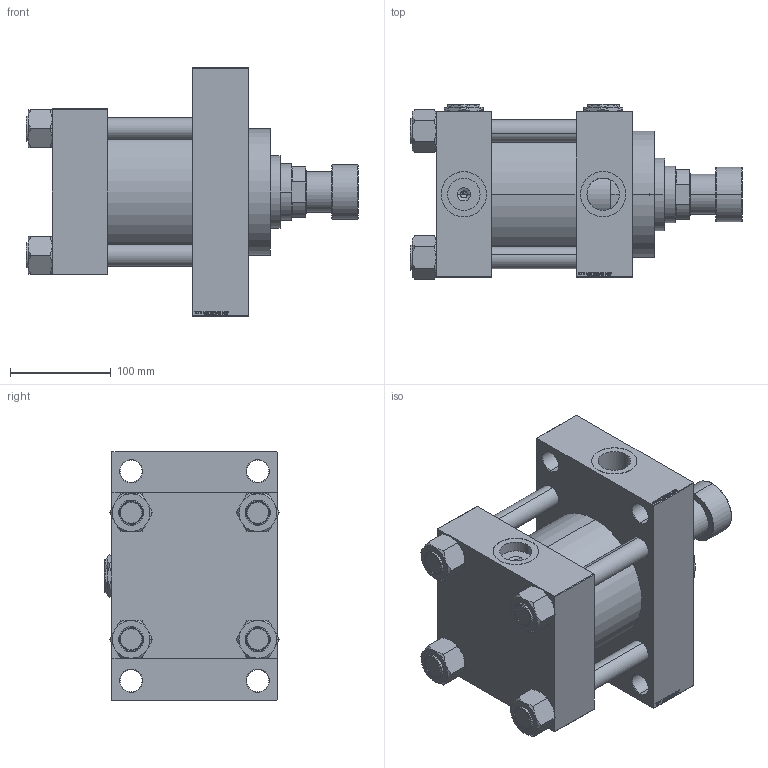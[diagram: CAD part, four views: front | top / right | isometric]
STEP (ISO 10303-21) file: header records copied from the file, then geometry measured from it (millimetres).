
FILE_DESCRIPTION (( 'STEP AP203' ), '1' );
FILE_NAME ('fb02.STEP', '2022-04-16T10:50:33', ( '' ), ( '' ), 'SwSTEP 2.0', 'SolidWorks 2019', '' );
FILE_SCHEMA (( 'CONFIG_CONTROL_DESIGN' ));
Length unit declared in the file: millimetre
Products named in the file (8): Zatka_pro_OIL_PORT 5c7414adfe35491784596494f0fa8958; V215CR_D_TYCINKA 5c7414adfe35491784596494f0fa8958; V215CR_D_Body 5c7414adfe35491784596494f0fa8958; V215CR_ROD_END_F 5c7414adfe35491784596494f0fa8958; fb02; V215_VC_A 5c7414adfe35491784596494f0fa8958; NUT_M5_D 5c7414adfe35491784596494f0fa8958; V215CR_VCP_D 5c7414adfe35491784596494f0fa8958
Assembly tree (14 placements, depth 2):
  fb02
    V215CR_D_Body 5c7414adfe35491784596494f0fa8958
    V215CR_VCP_D 5c7414adfe35491784596494f0fa8958
    NUT_M5_D 5c7414adfe35491784596494f0fa8958  x4
    V215CR_D_TYCINKA 5c7414adfe35491784596494f0fa8958  x4
    V215_VC_A 5c7414adfe35491784596494f0fa8958
    V215CR_ROD_END_F 5c7414adfe35491784596494f0fa8958
    Zatka_pro_OIL_PORT 5c7414adfe35491784596494f0fa8958  x2
Bounding box: 330 x 174.07 x 247 mm (x, y, z)
Volume: 4993980.3 mm3; surface area: 556954 mm2
Topology: 14 solids, 14 shells, 1269 faces, 3178 edges, 2056 vertices
Faces by surface type: plane 598, bspline 368, cone 186, cylinder 105, torus 12
Entity records: 50468 total; most frequent: CARTESIAN_POINT 26021, ORIENTED_EDGE 5428, DIRECTION 3626, EDGE_CURVE 2714, VERTEX_POINT 1776, LINE 1572, VECTOR 1572, EDGE_LOOP 1212
